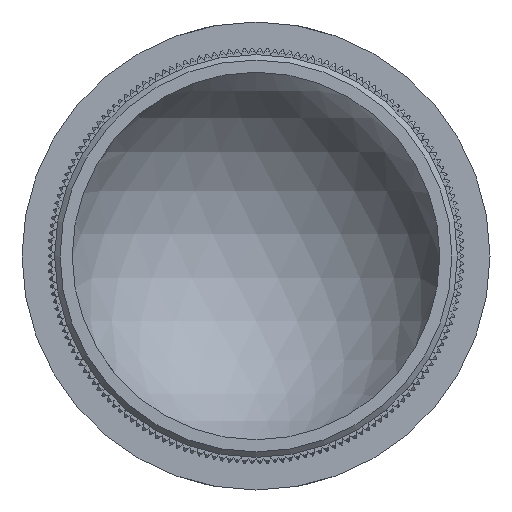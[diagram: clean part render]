
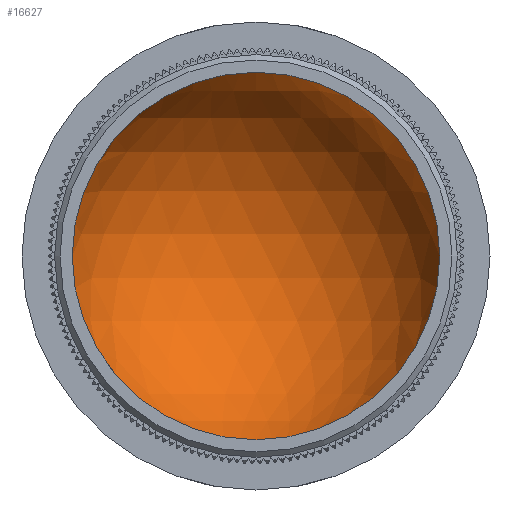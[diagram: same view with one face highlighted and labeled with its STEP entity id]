
A CAD part, front view. The second image highlights one B-rep face of the part: STEP entity #16627.
In plain terms, the highlighted spherical face has radius 17.5 mm.
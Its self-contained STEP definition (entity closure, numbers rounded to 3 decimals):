
#1254 = DIRECTION ( 'NONE',  ( 0., -1., 0. ) ) ;
#1275 = DIRECTION ( 'NONE',  ( 0., 0., -1. ) ) ;
#6481 = CARTESIAN_POINT ( 'NONE',  ( 16.65, 20.088, 0. ) ) ;
#9869 = EDGE_LOOP ( 'NONE', ( #27328 ) ) ;
#10529 = DIRECTION ( 'NONE',  ( 1., 0., 0. ) ) ;
#10939 = CARTESIAN_POINT ( 'NONE',  ( 0., 14.7, 0. ) ) ;
#15488 = EDGE_CURVE ( 'NONE', #39152, #39152, #22776, .T. ) ;
#16627 = ADVANCED_FACE ( 'NONE', ( #17331 ), #20241, .F. ) ;
#17331 = FACE_OUTER_BOUND ( 'NONE', #9869, .T. ) ;
#18478 = AXIS2_PLACEMENT_3D ( 'NONE', #10939, #1275, #22998 ) ;
#20241 = SPHERICAL_SURFACE ( 'NONE', #18478, 17.5 ) ;
#22776 = CIRCLE ( 'NONE', #27239, 16.65 ) ;
#22998 = DIRECTION ( 'NONE',  ( -1., 0., 0. ) ) ;
#27239 = AXIS2_PLACEMENT_3D ( 'NONE', #35056, #1254, #10529 ) ;
#27328 = ORIENTED_EDGE ( 'NONE', *, *, #15488, .T. ) ;
#35056 = CARTESIAN_POINT ( 'NONE',  ( 0., 20.088, 0. ) ) ;
#39152 = VERTEX_POINT ( 'NONE', #6481 ) ;
